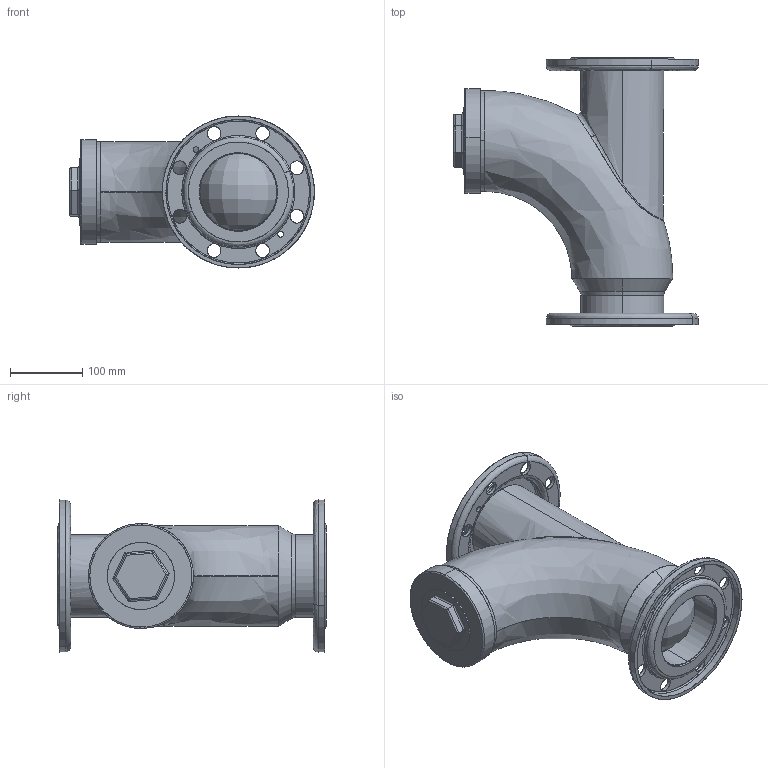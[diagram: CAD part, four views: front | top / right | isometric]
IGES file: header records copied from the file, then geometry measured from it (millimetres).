
Start section: SolidWorks IGES file using analytic representation for surfaces
Global section: file name: 06I2014-00.IGS; native system: SolidWorks 2016; preprocessor: SolidWorks 2016; author: rzanni; date: 211004.094033; units: millimetre
Bounding box: 338 x 371 x 210 mm (x, y, z)
Surface area: 731106.1 mm2 (no closed solid volume)
Topology: 0 solids, 0 shells, 182 faces, 5241 edges, 5207 vertices
Faces by surface type: revolution 108, bspline 74
